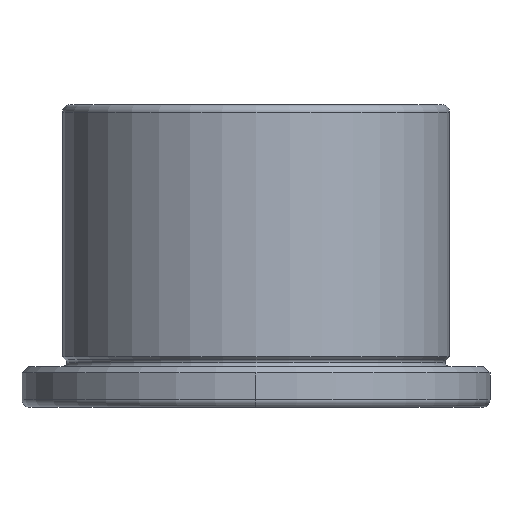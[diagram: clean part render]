
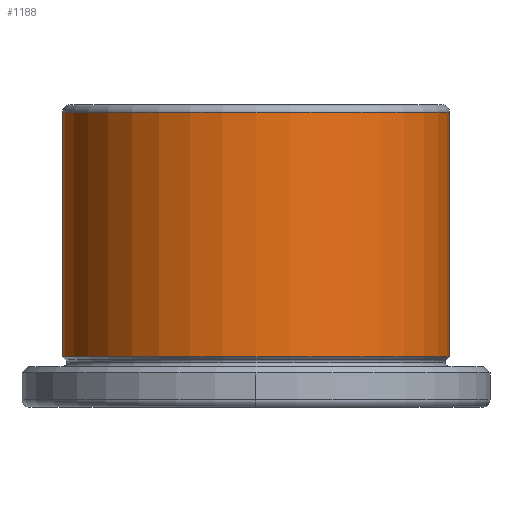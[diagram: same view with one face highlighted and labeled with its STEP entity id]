
A CAD part, left-side view. The second image highlights one B-rep face of the part: STEP entity #1188.
In plain terms, the highlighted cylindrical face has radius 19.028 mm (diameter 38.056 mm), a partial arc.
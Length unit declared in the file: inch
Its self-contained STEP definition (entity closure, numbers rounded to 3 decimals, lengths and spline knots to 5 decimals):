
#9 = VECTOR ( 'NONE', #838, 39.37008 ) ;
#10 = CARTESIAN_POINT ( 'NONE',  ( 0., 0., 0.5265 ) ) ;
#27 = DIRECTION ( 'NONE',  ( 0., -1., 0. ) ) ;
#39 = FACE_OUTER_BOUND ( 'NONE', #904, .T. ) ;
#59 = VERTEX_POINT ( 'NONE', #153 ) ;
#69 = AXIS2_PLACEMENT_3D ( 'NONE', #1643, #1351, #27 ) ;
#87 = CARTESIAN_POINT ( 'NONE',  ( 0., -0.74913, 0.425 ) ) ;
#117 = CARTESIAN_POINT ( 'NONE',  ( 0., 0., -0.4188 ) ) ;
#124 = EDGE_CURVE ( 'NONE', #1820, #180, #1139, .T. ) ;
#153 = CARTESIAN_POINT ( 'NONE',  ( 0., -0.74912, 0.5265 ) ) ;
#171 = ORIENTED_EDGE ( 'NONE', *, *, #124, .F. ) ;
#180 = VERTEX_POINT ( 'NONE', #1831 ) ;
#287 = CARTESIAN_POINT ( 'NONE',  ( 0., 0.74912, 0.5265 ) ) ;
#398 = LINE ( 'NONE', #1081, #9 ) ;
#404 = DIRECTION ( 'NONE',  ( 0., -1., 0. ) ) ;
#426 = EDGE_CURVE ( 'NONE', #1400, #59, #1590, .T. ) ;
#454 = DIRECTION ( 'NONE',  ( 0., 0., 1. ) ) ;
#492 = DIRECTION ( 'NONE',  ( 0., 0., -1. ) ) ;
#509 = ORIENTED_EDGE ( 'NONE', *, *, #1887, .F. ) ;
#574 = DIRECTION ( 'NONE',  ( 0., -1., 0. ) ) ;
#648 = VECTOR ( 'NONE', #1694, 39.37008 ) ;
#757 = ORIENTED_EDGE ( 'NONE', *, *, #426, .F. ) ;
#838 = DIRECTION ( 'NONE',  ( 0., 0., 1. ) ) ;
#904 = EDGE_LOOP ( 'NONE', ( #509, #171, #1841, #757 ) ) ;
#1041 = EDGE_CURVE ( 'NONE', #1820, #59, #1283, .T. ) ;
#1081 = CARTESIAN_POINT ( 'NONE',  ( 0., 0.74913, 0.425 ) ) ;
#1139 = CIRCLE ( 'NONE', #1291, 0.74913 ) ;
#1188 = ADVANCED_FACE ( 'NONE', ( #39 ), #1342, .T. ) ;
#1283 = LINE ( 'NONE', #87, #648 ) ;
#1291 = AXIS2_PLACEMENT_3D ( 'NONE', #117, #492, #404 ) ;
#1308 = AXIS2_PLACEMENT_3D ( 'NONE', #10, #454, #574 ) ;
#1342 = CYLINDRICAL_SURFACE ( 'NONE', #69, 0.74913 ) ;
#1351 = DIRECTION ( 'NONE',  ( 0., 0., 1. ) ) ;
#1400 = VERTEX_POINT ( 'NONE', #287 ) ;
#1590 = CIRCLE ( 'NONE', #1308, 0.74912 ) ;
#1643 = CARTESIAN_POINT ( 'NONE',  ( 0., 0., 0.425 ) ) ;
#1694 = DIRECTION ( 'NONE',  ( 0., 0., 1. ) ) ;
#1764 = CARTESIAN_POINT ( 'NONE',  ( 0., -0.74912, -0.4188 ) ) ;
#1820 = VERTEX_POINT ( 'NONE', #1764 ) ;
#1831 = CARTESIAN_POINT ( 'NONE',  ( 0., 0.74913, -0.4188 ) ) ;
#1841 = ORIENTED_EDGE ( 'NONE', *, *, #1041, .T. ) ;
#1887 = EDGE_CURVE ( 'NONE', #180, #1400, #398, .T. ) ;
